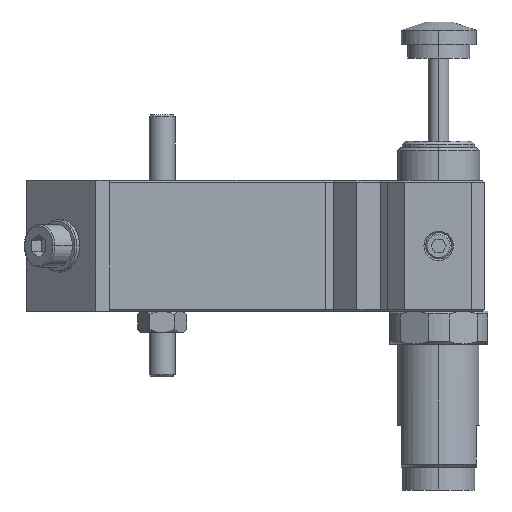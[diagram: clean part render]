
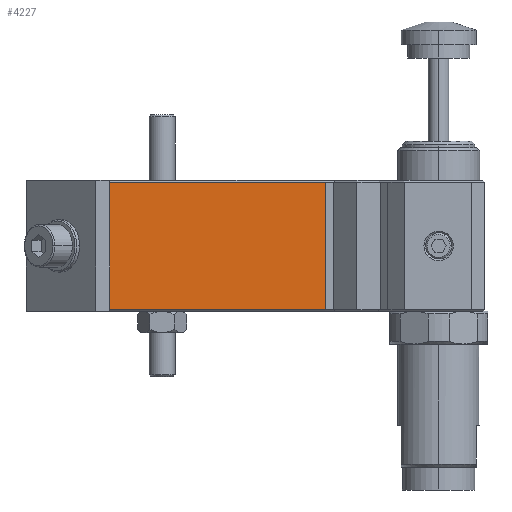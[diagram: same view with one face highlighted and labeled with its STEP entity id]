
A CAD part, front view. The second image highlights one B-rep face of the part: STEP entity #4227.
In plain terms, the highlighted planar face has unit normal (0, -1, 0).
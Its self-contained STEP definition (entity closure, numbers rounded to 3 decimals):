
#153 = CARTESIAN_POINT ( 'NONE',  ( -48.5, 21., 0. ) ) ;
#384 = CARTESIAN_POINT ( 'NONE',  ( -116.143, 21., 20. ) ) ;
#472 = EDGE_CURVE ( 'NONE', #3160, #7633, #3640, .T. ) ;
#639 = CARTESIAN_POINT ( 'NONE',  ( -116.143, 21., 28. ) ) ;
#642 = PLANE ( 'NONE',  #5586 ) ;
#655 = EDGE_CURVE ( 'NONE', #877, #5712, #4083, .T. ) ;
#669 = CARTESIAN_POINT ( 'NONE',  ( -127.457, 21., 28. ) ) ;
#877 = VERTEX_POINT ( 'NONE', #6185 ) ;
#936 = VERTEX_POINT ( 'NONE', #3614 ) ;
#949 = CARTESIAN_POINT ( 'NONE',  ( -116.143, 21., 12. ) ) ;
#1045 = EDGE_LOOP ( 'NONE', ( #4967, #3971 ) ) ;
#1130 = ORIENTED_EDGE ( 'NONE', *, *, #2757, .T. ) ;
#1364 = CARTESIAN_POINT ( 'NONE',  ( -127.457, 21., 20. ) ) ;
#1884 =( BOUNDED_CURVE ( )  B_SPLINE_CURVE ( 3, ( #4137, #949, #5413, #2305 ),
 .UNSPECIFIED., .F., .F. ) 
 B_SPLINE_CURVE_WITH_KNOTS ( ( 4, 4 ),
 ( 3.142, 6.283 ),
 .UNSPECIFIED. ) 
 CURVE ( )  GEOMETRIC_REPRESENTATION_ITEM ( )  RATIONAL_B_SPLINE_CURVE ( ( 1., 0.333, 0.333, 1. ) ) 
 REPRESENTATION_ITEM ( '' )  );
#1972 = DIRECTION ( 'NONE',  ( 0., 1., 0. ) ) ;
#2133 = VECTOR ( 'NONE', #3782, 1000. ) ;
#2305 = CARTESIAN_POINT ( 'NONE',  ( -127.457, 21., 20. ) ) ;
#2362 = VECTOR ( 'NONE', #3370, 1000. ) ;
#2421 = VERTEX_POINT ( 'NONE', #6968 ) ;
#2757 = EDGE_CURVE ( 'NONE', #2421, #936, #3045, .T. ) ;
#3015 = LINE ( 'NONE', #3028, #3123 ) ;
#3028 = CARTESIAN_POINT ( 'NONE',  ( -29.5, 21., 39.5 ) ) ;
#3045 = LINE ( 'NONE', #153, #2362 ) ;
#3123 = VECTOR ( 'NONE', #4288, 1000. ) ;
#3160 = VERTEX_POINT ( 'NONE', #4138 ) ;
#3192 = VECTOR ( 'NONE', #5342, 1000. ) ;
#3370 = DIRECTION ( 'NONE',  ( 0., 0., 1. ) ) ;
#3470 = EDGE_CURVE ( 'NONE', #5712, #2421, #4641, .T. ) ;
#3614 = CARTESIAN_POINT ( 'NONE',  ( -48.5, 21., 39.5 ) ) ;
#3640 =( BOUNDED_CURVE ( )  B_SPLINE_CURVE ( 3, ( #1364, #669, #639, #3793 ),
 .UNSPECIFIED., .F., .F. ) 
 B_SPLINE_CURVE_WITH_KNOTS ( ( 4, 4 ),
 ( 0., 3.142 ),
 .UNSPECIFIED. ) 
 CURVE ( )  GEOMETRIC_REPRESENTATION_ITEM ( )  RATIONAL_B_SPLINE_CURVE ( ( 1., 0.333, 0.333, 1. ) ) 
 REPRESENTATION_ITEM ( '' )  );
#3782 = DIRECTION ( 'NONE',  ( 1., 0., 0. ) ) ;
#3793 = CARTESIAN_POINT ( 'NONE',  ( -116.143, 21., 20. ) ) ;
#3971 = ORIENTED_EDGE ( 'NONE', *, *, #472, .T. ) ;
#4083 = LINE ( 'NONE', #4687, #3192 ) ;
#4137 = CARTESIAN_POINT ( 'NONE',  ( -116.143, 21., 20. ) ) ;
#4138 = CARTESIAN_POINT ( 'NONE',  ( -127.457, 21., 20. ) ) ;
#4227 = ADVANCED_FACE ( 'NONE', ( #4325, #7011 ), #642, .F. ) ;
#4288 = DIRECTION ( 'NONE',  ( -1., 0., 0. ) ) ;
#4325 = FACE_BOUND ( 'NONE', #1045, .T. ) ;
#4533 = CARTESIAN_POINT ( 'NONE',  ( -29.5, 21., 40. ) ) ;
#4562 = DIRECTION ( 'NONE',  ( -1., 0., 0. ) ) ;
#4641 = LINE ( 'NONE', #7615, #2133 ) ;
#4687 = CARTESIAN_POINT ( 'NONE',  ( -127.793, 21., 40. ) ) ;
#4716 = ORIENTED_EDGE ( 'NONE', *, *, #4747, .T. ) ;
#4747 = EDGE_CURVE ( 'NONE', #936, #877, #3015, .T. ) ;
#4967 = ORIENTED_EDGE ( 'NONE', *, *, #6218, .T. ) ;
#5342 = DIRECTION ( 'NONE',  ( 0., 0., -1. ) ) ;
#5413 = CARTESIAN_POINT ( 'NONE',  ( -127.457, 21., 12. ) ) ;
#5586 = AXIS2_PLACEMENT_3D ( 'NONE', #4533, #1972, #4562 ) ;
#5712 = VERTEX_POINT ( 'NONE', #7426 ) ;
#5793 = EDGE_LOOP ( 'NONE', ( #7779, #8050, #1130, #4716 ) ) ;
#6185 = CARTESIAN_POINT ( 'NONE',  ( -127.793, 21., 39.5 ) ) ;
#6218 = EDGE_CURVE ( 'NONE', #7633, #3160, #1884, .T. ) ;
#6968 = CARTESIAN_POINT ( 'NONE',  ( -48.5, 21., 0.5 ) ) ;
#7011 = FACE_OUTER_BOUND ( 'NONE', #5793, .T. ) ;
#7426 = CARTESIAN_POINT ( 'NONE',  ( -127.793, 21., 0.5 ) ) ;
#7615 = CARTESIAN_POINT ( 'NONE',  ( -48.5, 21., 0.5 ) ) ;
#7633 = VERTEX_POINT ( 'NONE', #384 ) ;
#7779 = ORIENTED_EDGE ( 'NONE', *, *, #655, .T. ) ;
#8050 = ORIENTED_EDGE ( 'NONE', *, *, #3470, .T. ) ;
